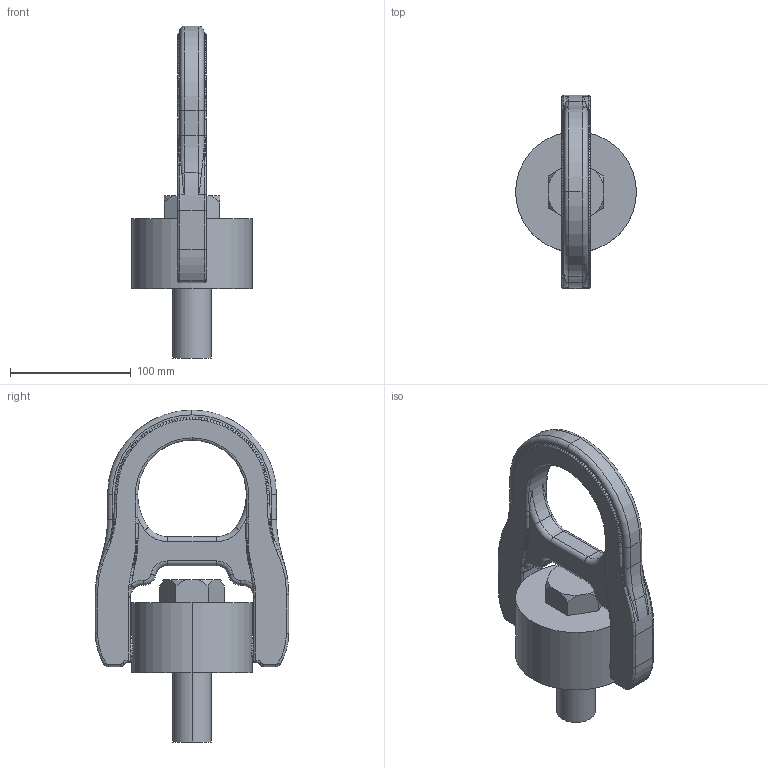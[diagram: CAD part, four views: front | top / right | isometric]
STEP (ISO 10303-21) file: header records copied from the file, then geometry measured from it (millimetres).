
FILE_DESCRIPTION(('CATIA V5 STEP Exchange'),'2;1');
FILE_NAME('8-204-070.stp','2017-06-16T08:10:59+00:00',('none'),('none'),'CATIA Version 5 Release 21 GA (IN-10)','CATIA V5 STEP AP203','none');
FILE_SCHEMA(('CONFIG_CONTROL_DESIGN'));
Length unit declared in the file: millimetre
Products named in the file (1): 8-204-070
Bounding box: 100 x 160 x 274.91 mm (x, y, z)
Volume: 884753.7 mm3; surface area: 94587.8 mm2
Topology: 1 solids, 1 shells, 965 faces, 2411 edges, 1448 vertices
Faces by surface type: cylinder 455, plane 409, torus 87, bspline 8, cone 6
Entity records: 28986 total; most frequent: CARTESIAN_POINT 8285, ORIENTED_EDGE 4822, DIRECTION 3325, EDGE_CURVE 2411, VECTOR 1580, LINE 1580, VERTEX_POINT 1448, AXIS2_PLACEMENT_3D 1001
